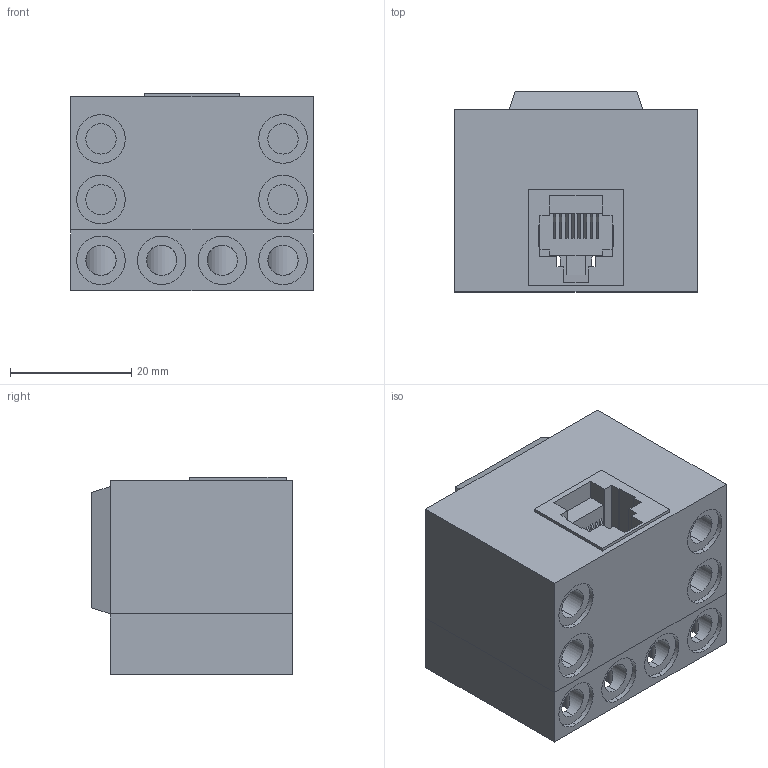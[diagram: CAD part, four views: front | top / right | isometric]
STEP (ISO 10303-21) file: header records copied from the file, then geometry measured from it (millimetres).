
FILE_DESCRIPTION (( 'STEP AP203' ), '1' );
FILE_NAME ('bumper.STEP', '2019-02-14T13:15:09', ( '' ), ( '' ), 'SwSTEP 2.0', 'SolidWorks 2018', '' );
FILE_SCHEMA (( 'CONFIG_CONTROL_DESIGN' ));
Length unit declared in the file: millimetre
Products named in the file (8): BUcA_2; SPRING_DＧaut; BUcA_1; SWITCH; bumper; Buton-1212_Baza; BUcA_3; rj45_vert
Assembly tree (7 placements, depth 3):
  bumper
    rj45_vert
    BUcA_3
    SWITCH
      Buton-1212_Baza
    SPRING_DＧaut
    BUcA_2
    BUcA_1
Bounding box: 40 x 33 x 32.51 mm (x, y, z)
Volume: 13028.6 mm3; surface area: 22576.3 mm2
Topology: 10 solids, 10 shells, 800 faces, 1816 edges, 1083 vertices
Faces by surface type: plane 626, cylinder 160, bspline 14
Entity records: 25262 total; most frequent: CARTESIAN_POINT 6480, DIRECTION 3652, ORIENTED_EDGE 3632, EDGE_CURVE 1816, LINE 1458, VECTOR 1458, AXIS2_PLACEMENT_3D 1097, VERTEX_POINT 1083
